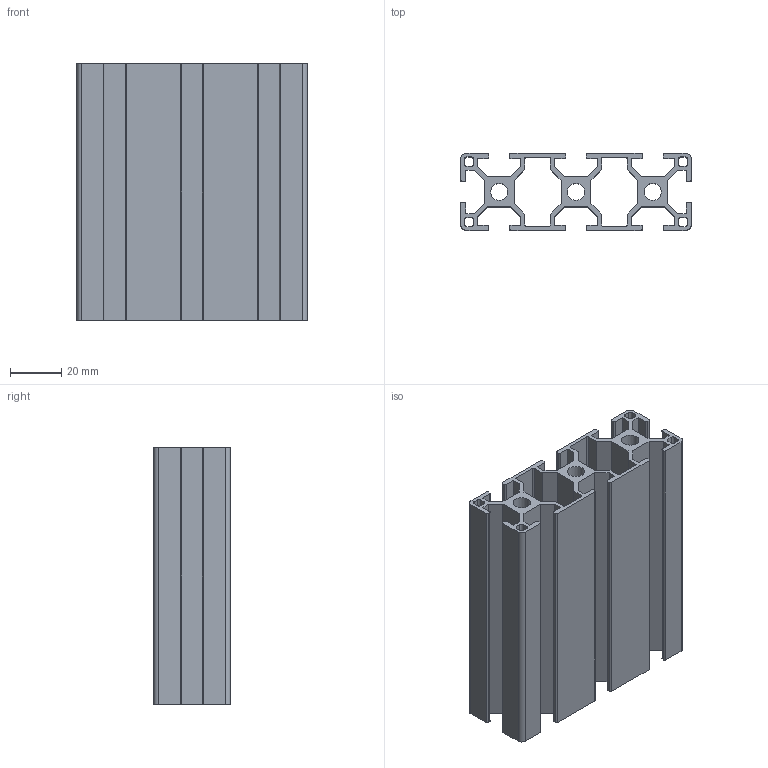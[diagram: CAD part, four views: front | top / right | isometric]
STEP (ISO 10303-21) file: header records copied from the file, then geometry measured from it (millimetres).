
FILE_DESCRIPTION(/* description */ (''),/* implementation_level */ '2;1');
FILE_NAME(/* name */ 'BPRDD0000071.stp',/* time_stamp */ '2017-07-11T15:15:36+02:00',/* author */ ('fzagni'),/* organization */ (''),/* preprocessor_version */ 'ST-DEVELOPER v16.1',/* originating_system */ 'Autodesk Inventor 2016',/* authorisation */ '');
FILE_SCHEMA (('AUTOMOTIVE_DESIGN { 1 0 10303 214 3 1 1 }'));
Length unit declared in the file: millimetre
Products named in the file (1): BPRDD0000071
Bounding box: 90 x 30 x 100 mm (x, y, z)
Volume: 78819.4 mm3; surface area: 77284.7 mm2
Topology: 1 solids, 1 shells, 189 faces, 561 edges, 374 vertices
Faces by surface type: plane 126, cylinder 63
Full cylindrical faces by diameter (mm): 6.8 x3
Entity records: 6366 total; most frequent: CARTESIAN_POINT 1122, ORIENTED_EDGE 1116, DIRECTION 1064, EDGE_CURVE 558, LINE 432, VECTOR 432, VERTEX_POINT 374, AXIS2_PLACEMENT_3D 316
